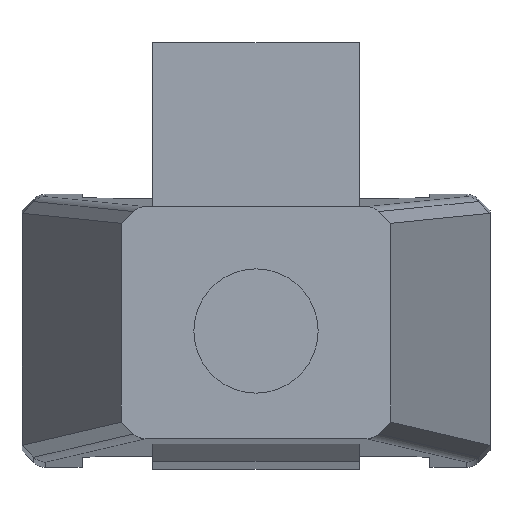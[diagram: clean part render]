
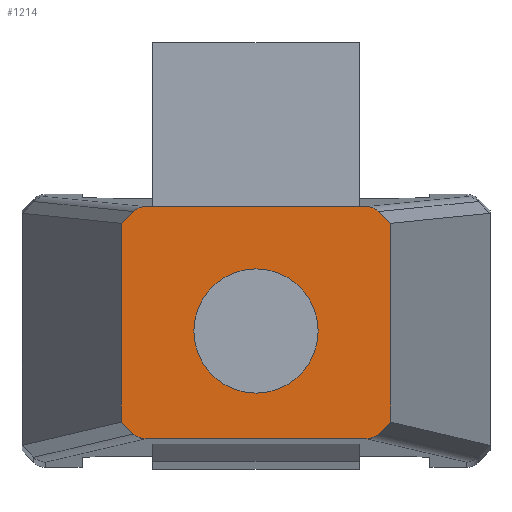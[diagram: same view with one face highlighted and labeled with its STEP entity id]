
A CAD part, front view. The second image highlights one B-rep face of the part: STEP entity #1214.
In plain terms, the highlighted planar face has unit normal (0, -1, 0).
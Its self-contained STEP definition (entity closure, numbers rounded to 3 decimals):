
#100=LINE('',#1887,#229);
#108=LINE('',#1914,#237);
#109=LINE('',#1918,#238);
#110=LINE('',#1920,#239);
#111=LINE('',#1922,#240);
#112=LINE('',#1927,#241);
#113=LINE('',#1929,#242);
#114=LINE('',#1931,#243);
#229=VECTOR('',#1492,10.);
#237=VECTOR('',#1520,10.);
#238=VECTOR('',#1523,10.);
#239=VECTOR('',#1524,10.);
#240=VECTOR('',#1525,10.);
#241=VECTOR('',#1530,10.);
#242=VECTOR('',#1531,10.);
#243=VECTOR('',#1532,10.);
#318=PLANE('',#1313);
#353=FACE_BOUND('',#450,.T.);
#375=FACE_OUTER_BOUND('',#449,.T.);
#449=EDGE_LOOP('',(#918,#919,#920,#921,#922,#923,#924,#925,#926,#927,#928,
#929));
#450=EDGE_LOOP('',(#930));
#509=CIRCLE('',#1290,7.5);
#510=CIRCLE('',#1314,2.);
#511=CIRCLE('',#1315,2.);
#512=CIRCLE('',#1316,2.);
#513=CIRCLE('',#1317,2.);
#531=VERTEX_POINT('',#1768);
#579=VERTEX_POINT('',#1885);
#580=VERTEX_POINT('',#1886);
#588=VERTEX_POINT('',#1912);
#589=VERTEX_POINT('',#1913);
#590=VERTEX_POINT('',#1915);
#591=VERTEX_POINT('',#1917);
#592=VERTEX_POINT('',#1919);
#593=VERTEX_POINT('',#1921);
#594=VERTEX_POINT('',#1924);
#595=VERTEX_POINT('',#1926);
#596=VERTEX_POINT('',#1928);
#597=VERTEX_POINT('',#1930);
#647=EDGE_CURVE('',#531,#531,#509,.T.);
#703=EDGE_CURVE('',#579,#580,#100,.T.);
#717=EDGE_CURVE('',#588,#589,#108,.T.);
#718=EDGE_CURVE('',#590,#589,#510,.T.);
#719=EDGE_CURVE('',#590,#591,#109,.T.);
#720=EDGE_CURVE('',#591,#592,#110,.T.);
#721=EDGE_CURVE('',#592,#593,#111,.T.);
#722=EDGE_CURVE('',#579,#593,#511,.T.);
#723=EDGE_CURVE('',#594,#580,#512,.T.);
#724=EDGE_CURVE('',#594,#595,#112,.T.);
#725=EDGE_CURVE('',#595,#596,#113,.T.);
#726=EDGE_CURVE('',#596,#597,#114,.T.);
#727=EDGE_CURVE('',#588,#597,#513,.T.);
#918=ORIENTED_EDGE('',*,*,#717,.T.);
#919=ORIENTED_EDGE('',*,*,#718,.F.);
#920=ORIENTED_EDGE('',*,*,#719,.T.);
#921=ORIENTED_EDGE('',*,*,#720,.T.);
#922=ORIENTED_EDGE('',*,*,#721,.T.);
#923=ORIENTED_EDGE('',*,*,#722,.F.);
#924=ORIENTED_EDGE('',*,*,#703,.T.);
#925=ORIENTED_EDGE('',*,*,#723,.F.);
#926=ORIENTED_EDGE('',*,*,#724,.T.);
#927=ORIENTED_EDGE('',*,*,#725,.T.);
#928=ORIENTED_EDGE('',*,*,#726,.T.);
#929=ORIENTED_EDGE('',*,*,#727,.F.);
#930=ORIENTED_EDGE('',*,*,#647,.T.);
#1214=ADVANCED_FACE('',(#375,#353),#318,.T.);
#1290=AXIS2_PLACEMENT_3D('',#1769,#1409,#1410);
#1313=AXIS2_PLACEMENT_3D('',#1911,#1518,#1519);
#1314=AXIS2_PLACEMENT_3D('',#1916,#1521,#1522);
#1315=AXIS2_PLACEMENT_3D('',#1923,#1526,#1527);
#1316=AXIS2_PLACEMENT_3D('',#1925,#1528,#1529);
#1317=AXIS2_PLACEMENT_3D('',#1932,#1533,#1534);
#1409=DIRECTION('center_axis',(0.,1.,0.));
#1410=DIRECTION('ref_axis',(-1.,0.,0.));
#1492=DIRECTION('',(1.,0.,0.));
#1518=DIRECTION('center_axis',(0.,-1.,0.));
#1519=DIRECTION('ref_axis',(0.,0.,-1.));
#1520=DIRECTION('',(-1.,0.,0.));
#1521=DIRECTION('center_axis',(0.,1.,0.));
#1522=DIRECTION('ref_axis',(-0.375,0.,0.927));
#1523=DIRECTION('',(-0.719,0.,-0.695));
#1524=DIRECTION('',(0.,0.,-1.));
#1525=DIRECTION('',(0.719,0.,-0.695));
#1526=DIRECTION('center_axis',(0.,1.,0.));
#1527=DIRECTION('ref_axis',(-0.375,0.,-0.927));
#1528=DIRECTION('center_axis',(0.,1.,0.));
#1529=DIRECTION('ref_axis',(0.375,0.,-0.927));
#1530=DIRECTION('',(0.719,0.,0.695));
#1531=DIRECTION('',(0.,0.,1.));
#1532=DIRECTION('',(-0.719,0.,0.695));
#1533=DIRECTION('center_axis',(0.,1.,0.));
#1534=DIRECTION('ref_axis',(0.375,0.,0.927));
#1768=CARTESIAN_POINT('',(7.5,-38.65,-12.5));
#1769=CARTESIAN_POINT('Origin',(0.,-38.65,-12.5));
#1885=CARTESIAN_POINT('',(-13.37,-38.65,-25.5));
#1886=CARTESIAN_POINT('',(13.37,-38.65,-25.5));
#1887=CARTESIAN_POINT('',(-14.179,-38.65,-25.5));
#1911=CARTESIAN_POINT('Origin',(0.,-38.65,-11.5));
#1912=CARTESIAN_POINT('',(13.37,-38.65,2.5));
#1913=CARTESIAN_POINT('',(-13.37,-38.65,2.5));
#1914=CARTESIAN_POINT('',(14.179,-38.65,2.5));
#1915=CARTESIAN_POINT('',(-14.76,-38.65,1.939));
#1916=CARTESIAN_POINT('Origin',(-13.37,-38.65,0.5));
#1917=CARTESIAN_POINT('',(-16.25,-38.65,0.499));
#1918=CARTESIAN_POINT('',(-14.179,-38.65,2.5));
#1919=CARTESIAN_POINT('',(-16.25,-38.65,-23.496));
#1920=CARTESIAN_POINT('',(-16.25,-38.65,0.499));
#1921=CARTESIAN_POINT('',(-14.76,-38.65,-24.937));
#1922=CARTESIAN_POINT('',(-16.25,-38.65,-23.496));
#1923=CARTESIAN_POINT('Origin',(-13.37,-38.65,-23.5));
#1924=CARTESIAN_POINT('',(14.76,-38.65,-24.937));
#1925=CARTESIAN_POINT('Origin',(13.37,-38.65,-23.5));
#1926=CARTESIAN_POINT('',(16.25,-38.65,-23.496));
#1927=CARTESIAN_POINT('',(14.179,-38.65,-25.5));
#1928=CARTESIAN_POINT('',(16.25,-38.65,0.499));
#1929=CARTESIAN_POINT('',(16.25,-38.65,-23.496));
#1930=CARTESIAN_POINT('',(14.76,-38.65,1.939));
#1931=CARTESIAN_POINT('',(16.25,-38.65,0.499));
#1932=CARTESIAN_POINT('Origin',(13.37,-38.65,0.5));
